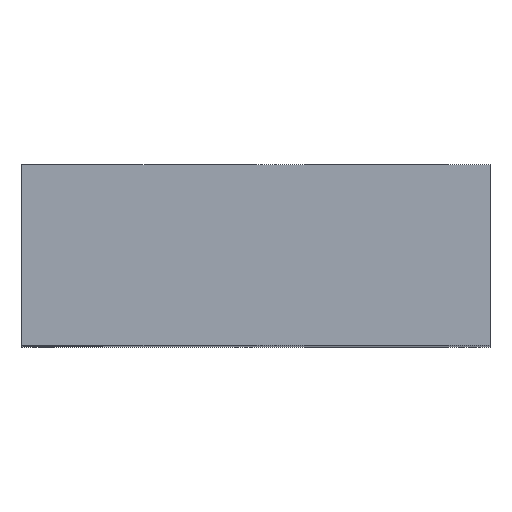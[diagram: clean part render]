
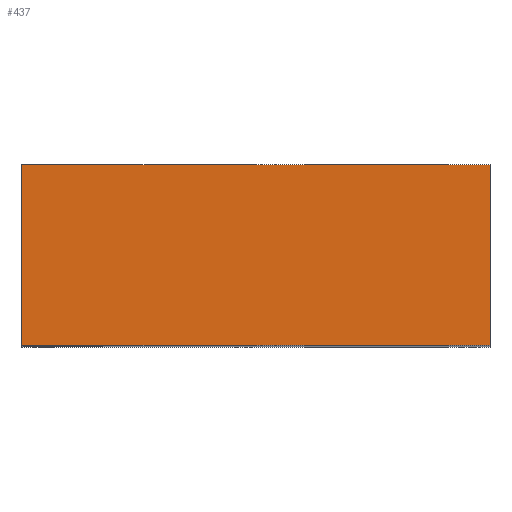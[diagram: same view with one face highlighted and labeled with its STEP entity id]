
A CAD part, top view. The second image highlights one B-rep face of the part: STEP entity #437.
In plain terms, the highlighted planar face has unit normal (0, 0, 1).
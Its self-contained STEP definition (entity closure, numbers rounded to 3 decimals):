
#54=FACE_OUTER_BOUND('',#75,.T.);
#75=EDGE_LOOP('',(#359,#360,#361,#362));
#130=LINE('',#684,#181);
#138=LINE('',#699,#189);
#139=LINE('',#701,#190);
#140=LINE('',#702,#191);
#181=VECTOR('',#567,10.);
#189=VECTOR('',#579,10.);
#190=VECTOR('',#582,10.);
#191=VECTOR('',#583,10.);
#222=VERTEX_POINT('',#680);
#224=VERTEX_POINT('',#683);
#228=VERTEX_POINT('',#695);
#229=VERTEX_POINT('',#697);
#276=EDGE_CURVE('',#222,#224,#130,.T.);
#284=EDGE_CURVE('',#228,#229,#138,.T.);
#285=EDGE_CURVE('',#228,#222,#139,.T.);
#286=EDGE_CURVE('',#224,#229,#140,.T.);
#359=ORIENTED_EDGE('',*,*,#285,.F.);
#360=ORIENTED_EDGE('',*,*,#284,.T.);
#361=ORIENTED_EDGE('',*,*,#286,.F.);
#362=ORIENTED_EDGE('',*,*,#276,.F.);
#416=PLANE('',#478);
#437=ADVANCED_FACE('',(#54),#416,.T.);
#478=AXIS2_PLACEMENT_3D('',#700,#580,#581);
#567=DIRECTION('',(0.,1.,0.));
#579=DIRECTION('',(0.,1.,0.));
#580=DIRECTION('center_axis',(0.,0.,1.));
#581=DIRECTION('ref_axis',(1.,0.,0.));
#582=DIRECTION('',(-1.,0.,0.));
#583=DIRECTION('',(1.,0.,0.));
#680=CARTESIAN_POINT('',(2.514,0.,20.931));
#683=CARTESIAN_POINT('',(2.514,3.,20.931));
#684=CARTESIAN_POINT('',(2.514,0.,20.931));
#695=CARTESIAN_POINT('',(10.285,0.,20.931));
#697=CARTESIAN_POINT('',(10.285,3.,20.931));
#699=CARTESIAN_POINT('',(10.285,0.,20.931));
#700=CARTESIAN_POINT('Origin',(2.514,0.,20.931));
#701=CARTESIAN_POINT('',(10.285,0.,20.931));
#702=CARTESIAN_POINT('',(10.285,3.,20.931));
